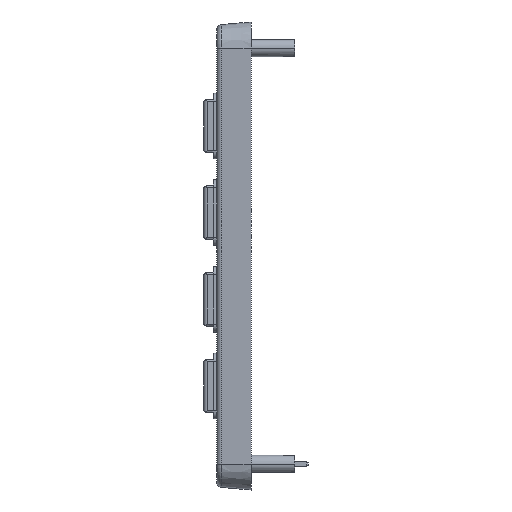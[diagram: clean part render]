
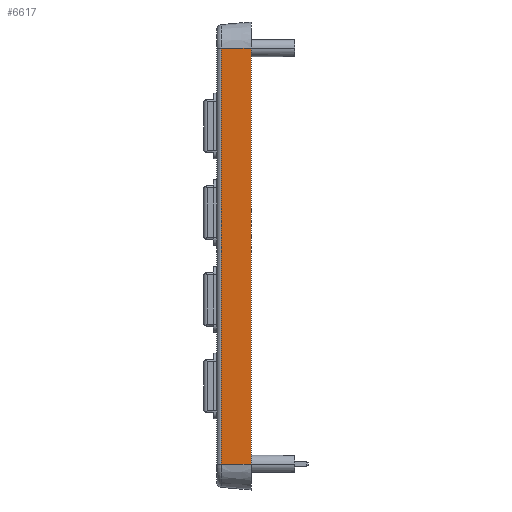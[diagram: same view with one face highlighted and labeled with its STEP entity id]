
A CAD part, left-side view. The second image highlights one B-rep face of the part: STEP entity #6617.
In plain terms, the highlighted planar face has unit normal (-0.996, 0.087, 0).
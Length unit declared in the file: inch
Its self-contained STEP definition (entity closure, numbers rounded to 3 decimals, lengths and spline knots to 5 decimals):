
#671=DIRECTION('',(0.,0.,-1.));
#672=VECTOR('',#671,2.4);
#673=CARTESIAN_POINT('',(-1.75,-0.2,0.7));
#674=LINE('',#673,#672);
#819=DIRECTION('',(-0.087,-0.996,0.));
#820=VECTOR('',#819,0.17327);
#821=CARTESIAN_POINT('',(-1.7349,-0.02739,-1.7));
#822=LINE('',#821,#820);
#823=DIRECTION('',(0.,0.,-1.));
#824=VECTOR('',#823,2.4);
#825=CARTESIAN_POINT('',(-1.7349,-0.02739,0.7));
#826=LINE('',#825,#824);
#827=DIRECTION('',(-0.087,-0.996,0.));
#828=VECTOR('',#827,0.17327);
#829=CARTESIAN_POINT('',(-1.7349,-0.02739,0.7));
#830=LINE('',#829,#828);
#4579=CARTESIAN_POINT('',(-1.7349,-0.02739,0.7));
#4580=VERTEX_POINT('',#4579);
#4581=CARTESIAN_POINT('',(-1.7349,-0.02739,-1.7));
#4582=VERTEX_POINT('',#4581);
#4611=CARTESIAN_POINT('',(-1.75,-0.2,0.7));
#4612=VERTEX_POINT('',#4611);
#4613=CARTESIAN_POINT('',(-1.75,-0.2,-1.7));
#4614=VERTEX_POINT('',#4613);
#6605=CARTESIAN_POINT('',(-1.7349,-0.02739,0.7));
#6606=DIRECTION('',(0.996,-0.087,0.));
#6607=DIRECTION('',(-0.087,-0.996,0.));
#6608=AXIS2_PLACEMENT_3D('',#6605,#6606,#6607);
#6609=PLANE('',#6608);
#6610=ORIENTED_EDGE('',*,*,#6515,.T.);
#6611=ORIENTED_EDGE('',*,*,#6600,.F.);
#6612=ORIENTED_EDGE('',*,*,#6416,.F.);
#6614=ORIENTED_EDGE('',*,*,#6613,.T.);
#6615=EDGE_LOOP('',(#6610,#6611,#6612,#6614));
#6616=FACE_OUTER_BOUND('',#6615,.F.);
#6617=ADVANCED_FACE('',(#6616),#6609,.F.);
#6416=EDGE_CURVE('',#4580,#4582,#826,.T.);
#6515=EDGE_CURVE('',#4612,#4614,#674,.T.);
#6600=EDGE_CURVE('',#4582,#4614,#822,.T.);
#6613=EDGE_CURVE('',#4580,#4612,#830,.T.);
